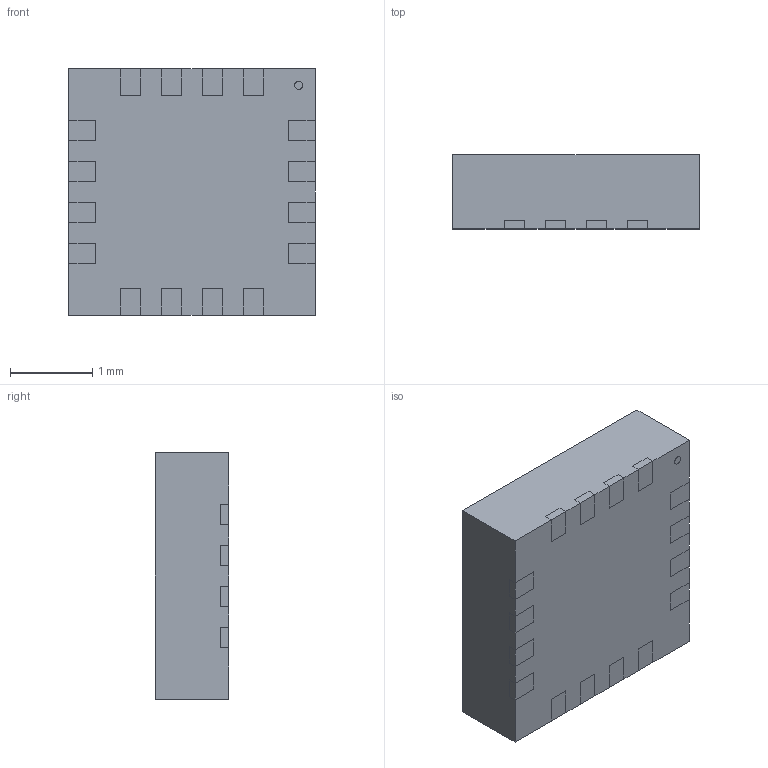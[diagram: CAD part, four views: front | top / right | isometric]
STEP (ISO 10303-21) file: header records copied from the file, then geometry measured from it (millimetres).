
FILE_DESCRIPTION (( 'STEP AP214' ), '1' );
FILE_NAME ('HMC5883L-TR.STEP', '2021-06-15T07:46:32', ( '' ), ( '' ), 'SwSTEP 2.0', 'SolidWorks 2018', '' );
FILE_SCHEMA (( 'AUTOMOTIVE_DESIGN' ));
Length unit declared in the file: millimetre
Products named in the file (2): HMC5883L-TR
Bounding box: 3 x 0.9 x 3 mm (x, y, z)
Volume: 8.1 mm3; surface area: 34.4 mm2
Topology: 18 solids, 18 shells, 171 faces, 402 edges, 268 vertices
Faces by surface type: plane 169, cylinder 2
Full cylindrical faces by diameter (mm): 0.1 x2
Entity records: 6147 total; most frequent: CARTESIAN_POINT 841, ORIENTED_EDGE 800, DIRECTION 750, EDGE_CURVE 400, VECTOR 396, LINE 396, VERTEX_POINT 268, AXIS2_PLACEMENT_3D 177
